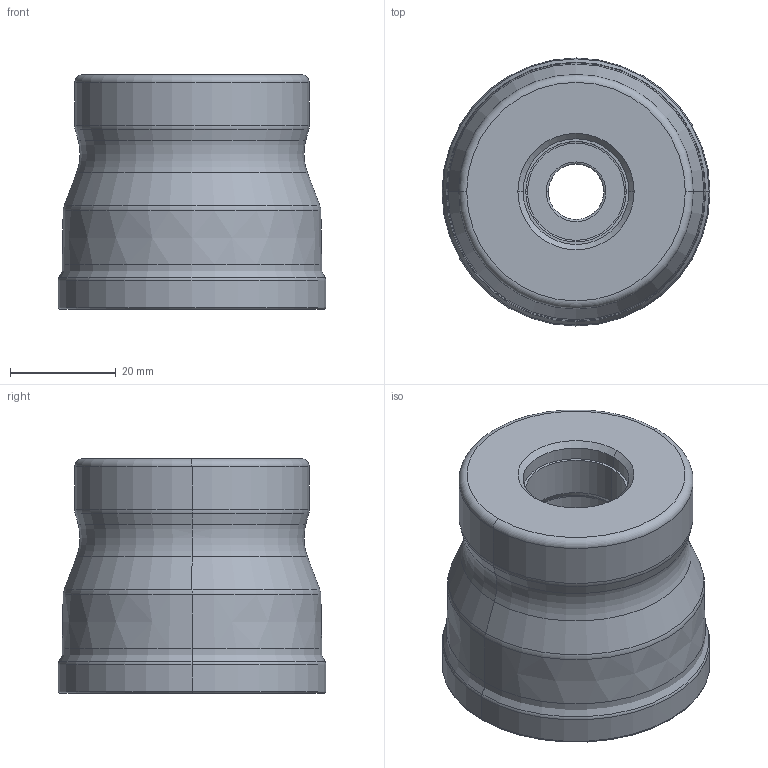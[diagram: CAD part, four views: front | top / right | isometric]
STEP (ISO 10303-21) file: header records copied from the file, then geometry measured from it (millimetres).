
FILE_DESCRIPTION(/* description */ (''),/* implementation_level */ '2;1');
FILE_NAME(/* name */ 'WWX200UR2_0005AA_IR0_016.stp',/* time_stamp */ '2023-03-24T14:28:09+09:00',/* author */ (''),/* organization */ (''),/* preprocessor_version */ 'ST-DEVELOPER v16',/* originating_system */ 'SIEMENS PLM Software NX 10.0',/* authorisation */ '');
FILE_SCHEMA (('AUTOMOTIVE_DESIGN { 1 0 10303 214 3 1 1 1 }'));
Length unit declared in the file: millimetre
Products named in the file (1): WWX200UR2_0005AA_IR0_016_ASM
Bounding box: 50.8 x 50.8 x 44.45 mm (x, y, z)
Volume: 70973 mm3; surface area: 15760.4 mm2
Topology: 2 solids, 2 shells, 85 faces, 236 edges, 173 vertices
Faces by surface type: torus 34, cone 28, cylinder 16, plane 7
Entity records: 2958 total; most frequent: DIRECTION 606, CARTESIAN_POINT 474, ORIENTED_EDGE 444, AXIS2_PLACEMENT_3D 277, EDGE_CURVE 222, CIRCLE 184, VERTEX_POINT 144, EDGE_LOOP 92
